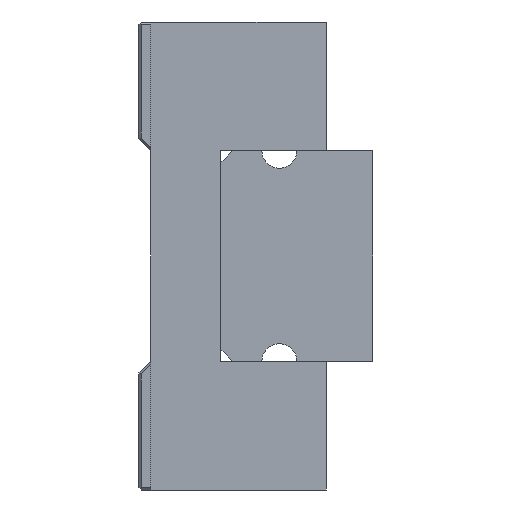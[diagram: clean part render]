
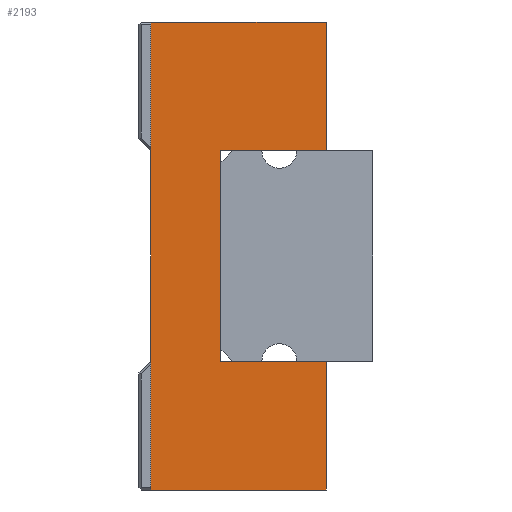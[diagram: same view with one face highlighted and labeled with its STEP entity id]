
A CAD part, left-side view. The second image highlights one B-rep face of the part: STEP entity #2193.
In plain terms, the highlighted planar face has unit normal (-1, 0, 0).
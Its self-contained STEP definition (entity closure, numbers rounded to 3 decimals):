
#188=PLANE('',#2388);
#325=FACE_OUTER_BOUND('',#465,.T.);
#465=EDGE_LOOP('',(#2049,#2050,#2051,#2052,#2053,#2054,#2055,#2056));
#693=LINE('',#3537,#941);
#697=LINE('',#3544,#945);
#700=LINE('',#3550,#948);
#703=LINE('',#3556,#951);
#706=LINE('',#3562,#954);
#709=LINE('',#3568,#957);
#712=LINE('',#3574,#960);
#714=LINE('',#3577,#962);
#941=VECTOR('',#2932,1000.);
#945=VECTOR('',#2938,1000.);
#948=VECTOR('',#2943,1000.);
#951=VECTOR('',#2948,1000.);
#954=VECTOR('',#2953,1000.);
#957=VECTOR('',#2958,1000.);
#960=VECTOR('',#2963,1000.);
#962=VECTOR('',#2967,1000.);
#1181=VERTEX_POINT('',#3534);
#1182=VERTEX_POINT('',#3536);
#1184=VERTEX_POINT('',#3542);
#1186=VERTEX_POINT('',#3548);
#1188=VERTEX_POINT('',#3554);
#1190=VERTEX_POINT('',#3560);
#1192=VERTEX_POINT('',#3566);
#1194=VERTEX_POINT('',#3572);
#1463=EDGE_CURVE('',#1182,#1181,#693,.T.);
#1467=EDGE_CURVE('',#1181,#1184,#697,.T.);
#1470=EDGE_CURVE('',#1184,#1186,#700,.T.);
#1473=EDGE_CURVE('',#1186,#1188,#703,.T.);
#1476=EDGE_CURVE('',#1188,#1190,#706,.T.);
#1479=EDGE_CURVE('',#1190,#1192,#709,.T.);
#1482=EDGE_CURVE('',#1192,#1194,#712,.T.);
#1484=EDGE_CURVE('',#1194,#1182,#714,.T.);
#2049=ORIENTED_EDGE('',*,*,#1463,.T.);
#2050=ORIENTED_EDGE('',*,*,#1467,.T.);
#2051=ORIENTED_EDGE('',*,*,#1470,.T.);
#2052=ORIENTED_EDGE('',*,*,#1473,.T.);
#2053=ORIENTED_EDGE('',*,*,#1476,.T.);
#2054=ORIENTED_EDGE('',*,*,#1479,.T.);
#2055=ORIENTED_EDGE('',*,*,#1482,.T.);
#2056=ORIENTED_EDGE('',*,*,#1484,.T.);
#2193=ADVANCED_FACE('',(#325),#188,.T.);
#2388=AXIS2_PLACEMENT_3D('',#3578,#2968,#2969);
#2932=DIRECTION('',(0.,0.,1.));
#2938=DIRECTION('',(0.,1.,0.));
#2943=DIRECTION('',(0.,0.,-1.));
#2948=DIRECTION('',(0.,-1.,0.));
#2953=DIRECTION('',(0.,0.,1.));
#2958=DIRECTION('',(0.,1.,0.));
#2963=DIRECTION('',(0.,0.,1.));
#2967=DIRECTION('',(0.,-1.,0.));
#2968=DIRECTION('center_axis',(-1.,0.,0.));
#2969=DIRECTION('ref_axis',(0.,0.,1.));
#3534=CARTESIAN_POINT('',(-24.5,-4.,10.));
#3536=CARTESIAN_POINT('',(-24.5,-4.,4.5));
#3537=CARTESIAN_POINT('',(-24.5,-4.,4.5));
#3542=CARTESIAN_POINT('',(-24.5,3.5,10.));
#3544=CARTESIAN_POINT('',(-24.5,-4.,10.));
#3548=CARTESIAN_POINT('',(-24.5,3.5,-10.));
#3550=CARTESIAN_POINT('',(-24.5,3.5,10.));
#3554=CARTESIAN_POINT('',(-24.5,-4.,-10.));
#3556=CARTESIAN_POINT('',(-24.5,3.5,-10.));
#3560=CARTESIAN_POINT('',(-24.5,-4.,-4.5));
#3562=CARTESIAN_POINT('',(-24.5,-4.,-10.));
#3566=CARTESIAN_POINT('',(-24.5,0.5,-4.5));
#3568=CARTESIAN_POINT('',(-24.5,-4.,-4.5));
#3572=CARTESIAN_POINT('',(-24.5,0.5,4.5));
#3574=CARTESIAN_POINT('',(-24.5,0.5,-4.5));
#3577=CARTESIAN_POINT('',(-24.5,0.5,4.5));
#3578=CARTESIAN_POINT('Origin',(-24.5,0.,0.));
